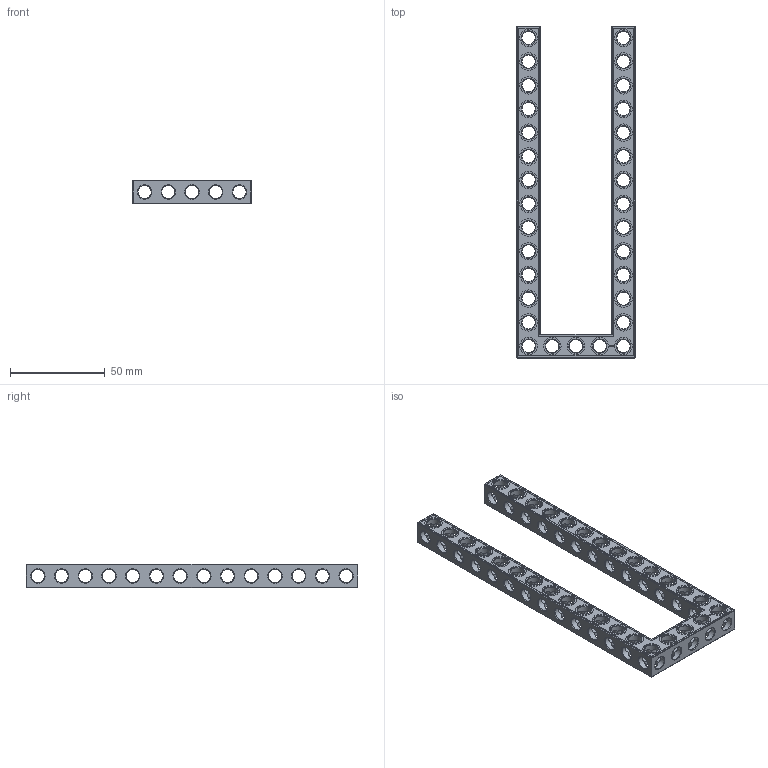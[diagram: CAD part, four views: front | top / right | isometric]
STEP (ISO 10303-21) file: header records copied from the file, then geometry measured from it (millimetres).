
FILE_DESCRIPTION(('FreeCAD Model'),'2;1');
FILE_NAME('Open CASCADE Shape Model','2022-02-23T18:00:16',( 'Paulo Kiefe'),('STEMFIE.org'),'Open CASCADE STEP processor 7.5', 'FreeCAD','Unknown');
FILE_SCHEMA(('AUTOMOTIVE_DESIGN { 1 0 10303 214 1 1 1 1 }'));
Products named in the file (1): Beam AGD ESS USH SYM BU05x14x01 - SPN-BEM-0351 (stemfie.org)
Bounding box: 62.5 x 175 x 12.5 mm (x, y, z)
Volume: 30299 mm3; surface area: 27086.7 mm2
Topology: 1 solids, 1 shells, 886 faces, 2661 edges, 1716 vertices
Faces by surface type: plane 411, cylinder 187, extrusion 162, cone 126
Full cylindrical faces by diameter (mm): 6.98 x30, 7 x126, 9.2 x31
Entity records: 200186 total; most frequent: CARTESIAN_POINT 150622, DIRECTION 7919, ORIENTED_EDGE 5322, PCURVE 5322, DEFINITIONAL_REPRESENTATION 5322, VECTOR 5200, LINE 5038, EDGE_CURVE 2661
